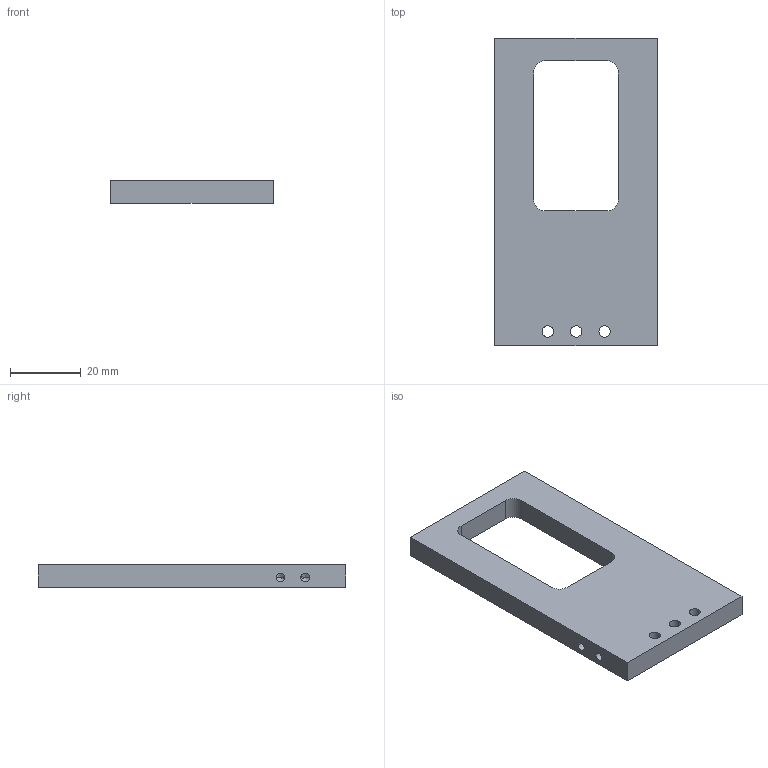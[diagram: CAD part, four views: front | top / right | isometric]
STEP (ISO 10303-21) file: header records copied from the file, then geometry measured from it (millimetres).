
FILE_DESCRIPTION(/* description */ (''),/* implementation_level */ '2;1');
FILE_NAME(/* name */ '0544_ plate hard stop.stp',/* time_stamp */ '2021-05-23T21:27:26-07:00',/* author */ (''),/* organization */ (''),/* preprocessor_version */ 'ST-DEVELOPER v14',/* originating_system */ 'SIEMENS PLM Software NX 8.0',/* authorisation */ '');
FILE_SCHEMA (('AUTOMOTIVE_DESIGN { 1 0 10303 214 3 1 1 1 }'));
Length unit declared in the file: millimetre
Products named in the file (1): 0544_ plate hard stop
Bounding box: 46 x 87.06 x 6.35 mm (x, y, z)
Volume: 18469 mm3; surface area: 8928.9 mm2
Topology: 1 solids, 1 shells, 46 faces, 116 edges, 71 vertices
Faces by surface type: cylinder 25, plane 13, cone 8
Entity records: 1425 total; most frequent: CARTESIAN_POINT 283, DIRECTION 246, ORIENTED_EDGE 216, EDGE_CURVE 108, AXIS2_PLACEMENT_3D 95, VERTEX_POINT 71, EDGE_LOOP 61, LINE 56
